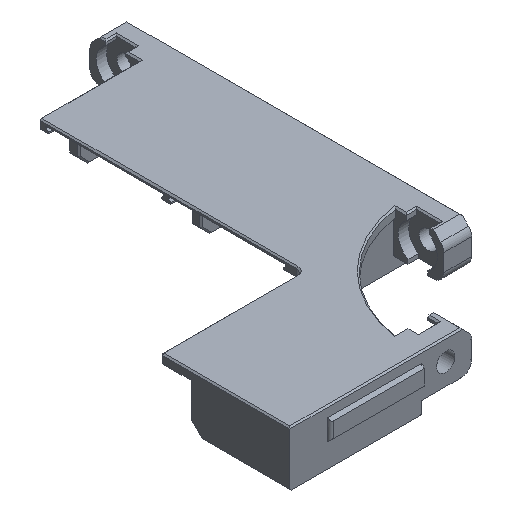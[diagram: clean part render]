
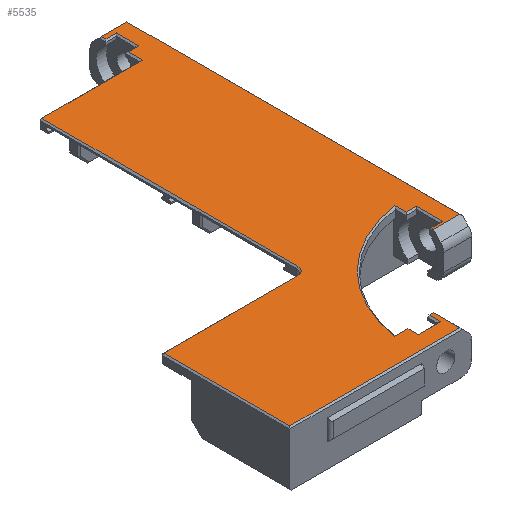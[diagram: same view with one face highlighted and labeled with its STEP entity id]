
A CAD part, isometric view. The second image highlights one B-rep face of the part: STEP entity #5535.
In plain terms, the highlighted planar face has unit normal (0, 0, 1).
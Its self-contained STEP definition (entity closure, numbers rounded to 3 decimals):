
#334=CIRCLE('',#5830,2.4);
#335=CIRCLE('',#5833,37.9);
#399=FACE_OUTER_BOUND('',#680,.T.);
#680=EDGE_LOOP('',(#3729,#3730,#3731,#3732,#3733,#3734,#3735,#3736,#3737,
#3738,#3739,#3740,#3741,#3742,#3743,#3744,#3745,#3746,#3747,#3748,#3749,
#3750,#3751,#3752,#3753,#3754,#3755));
#966=LINE('',#7605,#1682);
#972=LINE('',#7618,#1688);
#976=LINE('',#7625,#1692);
#978=LINE('',#7628,#1694);
#982=LINE('',#7641,#1698);
#984=LINE('',#7645,#1700);
#985=LINE('',#7647,#1701);
#986=LINE('',#7649,#1702);
#987=LINE('',#7651,#1703);
#988=LINE('',#7653,#1704);
#989=LINE('',#7655,#1705);
#990=LINE('',#7659,#1706);
#991=LINE('',#7661,#1707);
#992=LINE('',#7663,#1708);
#993=LINE('',#7665,#1709);
#994=LINE('',#7667,#1710);
#995=LINE('',#7669,#1711);
#996=LINE('',#7671,#1712);
#997=LINE('',#7673,#1713);
#998=LINE('',#7675,#1714);
#999=LINE('',#7677,#1715);
#1000=LINE('',#7679,#1716);
#1001=LINE('',#7681,#1717);
#1002=LINE('',#7683,#1718);
#1003=LINE('',#7684,#1719);
#1682=VECTOR('',#6181,10.);
#1688=VECTOR('',#6189,10.);
#1692=VECTOR('',#6195,10.);
#1694=VECTOR('',#6199,10.);
#1698=VECTOR('',#6211,10.);
#1700=VECTOR('',#6215,10.);
#1701=VECTOR('',#6216,10.);
#1702=VECTOR('',#6217,10.);
#1703=VECTOR('',#6218,10.);
#1704=VECTOR('',#6219,10.);
#1705=VECTOR('',#6220,10.);
#1706=VECTOR('',#6223,10.);
#1707=VECTOR('',#6224,10.);
#1708=VECTOR('',#6225,10.);
#1709=VECTOR('',#6226,10.);
#1710=VECTOR('',#6227,1000.);
#1711=VECTOR('',#6228,10.);
#1712=VECTOR('',#6229,10.);
#1713=VECTOR('',#6230,10.);
#1714=VECTOR('',#6231,10.);
#1715=VECTOR('',#6232,10.);
#1716=VECTOR('',#6233,10.);
#1717=VECTOR('',#6234,10.);
#1718=VECTOR('',#6235,10.);
#1719=VECTOR('',#6236,25.4);
#2398=VERTEX_POINT('',#7603);
#2399=VERTEX_POINT('',#7604);
#2404=VERTEX_POINT('',#7615);
#2405=VERTEX_POINT('',#7617);
#2407=VERTEX_POINT('',#7623);
#2408=VERTEX_POINT('',#7630);
#2412=VERTEX_POINT('',#7640);
#2413=VERTEX_POINT('',#7644);
#2414=VERTEX_POINT('',#7646);
#2415=VERTEX_POINT('',#7648);
#2416=VERTEX_POINT('',#7650);
#2417=VERTEX_POINT('',#7652);
#2418=VERTEX_POINT('',#7654);
#2419=VERTEX_POINT('',#7656);
#2420=VERTEX_POINT('',#7658);
#2421=VERTEX_POINT('',#7660);
#2422=VERTEX_POINT('',#7662);
#2423=VERTEX_POINT('',#7664);
#2424=VERTEX_POINT('',#7666);
#2425=VERTEX_POINT('',#7668);
#2426=VERTEX_POINT('',#7670);
#2427=VERTEX_POINT('',#7672);
#2428=VERTEX_POINT('',#7674);
#2429=VERTEX_POINT('',#7676);
#2430=VERTEX_POINT('',#7678);
#2431=VERTEX_POINT('',#7680);
#2432=VERTEX_POINT('',#7682);
#2914=EDGE_CURVE('',#2398,#2399,#966,.T.);
#2920=EDGE_CURVE('',#2404,#2405,#972,.T.);
#2924=EDGE_CURVE('',#2407,#2404,#976,.T.);
#2926=EDGE_CURVE('',#2405,#2398,#978,.T.);
#2929=EDGE_CURVE('',#2399,#2408,#334,.T.);
#2932=EDGE_CURVE('',#2408,#2412,#982,.T.);
#2934=EDGE_CURVE('',#2413,#2407,#984,.T.);
#2935=EDGE_CURVE('',#2413,#2414,#985,.T.);
#2936=EDGE_CURVE('',#2415,#2414,#986,.T.);
#2937=EDGE_CURVE('',#2416,#2415,#987,.T.);
#2938=EDGE_CURVE('',#2417,#2416,#988,.T.);
#2939=EDGE_CURVE('',#2418,#2417,#989,.T.);
#2940=EDGE_CURVE('',#2419,#2418,#335,.T.);
#2941=EDGE_CURVE('',#2420,#2419,#990,.T.);
#2942=EDGE_CURVE('',#2421,#2420,#991,.T.);
#2943=EDGE_CURVE('',#2422,#2421,#992,.T.);
#2944=EDGE_CURVE('',#2423,#2422,#993,.T.);
#2945=EDGE_CURVE('',#2424,#2423,#994,.T.);
#2946=EDGE_CURVE('',#2425,#2424,#995,.T.);
#2947=EDGE_CURVE('',#2426,#2425,#996,.T.);
#2948=EDGE_CURVE('',#2427,#2426,#997,.T.);
#2949=EDGE_CURVE('',#2428,#2427,#998,.T.);
#2950=EDGE_CURVE('',#2429,#2428,#999,.T.);
#2951=EDGE_CURVE('',#2430,#2429,#1000,.T.);
#2952=EDGE_CURVE('',#2431,#2430,#1001,.T.);
#2953=EDGE_CURVE('',#2432,#2431,#1002,.T.);
#2954=EDGE_CURVE('',#2432,#2412,#1003,.T.);
#3729=ORIENTED_EDGE('',*,*,#2932,.F.);
#3730=ORIENTED_EDGE('',*,*,#2929,.F.);
#3731=ORIENTED_EDGE('',*,*,#2914,.F.);
#3732=ORIENTED_EDGE('',*,*,#2926,.F.);
#3733=ORIENTED_EDGE('',*,*,#2920,.F.);
#3734=ORIENTED_EDGE('',*,*,#2924,.F.);
#3735=ORIENTED_EDGE('',*,*,#2934,.F.);
#3736=ORIENTED_EDGE('',*,*,#2935,.T.);
#3737=ORIENTED_EDGE('',*,*,#2936,.F.);
#3738=ORIENTED_EDGE('',*,*,#2937,.F.);
#3739=ORIENTED_EDGE('',*,*,#2938,.F.);
#3740=ORIENTED_EDGE('',*,*,#2939,.F.);
#3741=ORIENTED_EDGE('',*,*,#2940,.F.);
#3742=ORIENTED_EDGE('',*,*,#2941,.F.);
#3743=ORIENTED_EDGE('',*,*,#2942,.F.);
#3744=ORIENTED_EDGE('',*,*,#2943,.F.);
#3745=ORIENTED_EDGE('',*,*,#2944,.F.);
#3746=ORIENTED_EDGE('',*,*,#2945,.F.);
#3747=ORIENTED_EDGE('',*,*,#2946,.F.);
#3748=ORIENTED_EDGE('',*,*,#2947,.F.);
#3749=ORIENTED_EDGE('',*,*,#2948,.F.);
#3750=ORIENTED_EDGE('',*,*,#2949,.F.);
#3751=ORIENTED_EDGE('',*,*,#2950,.F.);
#3752=ORIENTED_EDGE('',*,*,#2951,.F.);
#3753=ORIENTED_EDGE('',*,*,#2952,.F.);
#3754=ORIENTED_EDGE('',*,*,#2953,.F.);
#3755=ORIENTED_EDGE('',*,*,#2954,.T.);
#5289=PLANE('',#5832);
#5535=ADVANCED_FACE('',(#399),#5289,.F.);
#5830=AXIS2_PLACEMENT_3D('',#7634,#6205,#6206);
#5832=AXIS2_PLACEMENT_3D('',#7643,#6213,#6214);
#5833=AXIS2_PLACEMENT_3D('',#7657,#6221,#6222);
#6181=DIRECTION('',(1.,0.,0.));
#6189=DIRECTION('',(0.,1.,0.));
#6195=DIRECTION('',(-1.,0.,0.));
#6199=DIRECTION('',(0.707,0.707,0.));
#6205=DIRECTION('center_axis',(0.,0.,1.));
#6206=DIRECTION('ref_axis',(0.707,-0.707,0.));
#6211=DIRECTION('',(0.,1.,0.));
#6213=DIRECTION('center_axis',(0.,0.,-1.));
#6214=DIRECTION('ref_axis',(0.,-1.,0.));
#6215=DIRECTION('',(0.,-1.,0.));
#6216=DIRECTION('',(-1.,0.,0.));
#6217=DIRECTION('',(0.,1.,0.));
#6218=DIRECTION('',(1.,0.,0.));
#6219=DIRECTION('',(0.,-1.,0.));
#6220=DIRECTION('',(1.,0.,0.));
#6221=DIRECTION('center_axis',(0.,0.,1.));
#6222=DIRECTION('ref_axis',(-1.,0.,0.));
#6223=DIRECTION('',(0.,1.,0.));
#6224=DIRECTION('',(-1.,0.,0.));
#6225=DIRECTION('',(0.,1.,0.));
#6226=DIRECTION('',(1.,0.,0.));
#6227=DIRECTION('',(0.,1.,0.));
#6228=DIRECTION('',(-1.,0.,0.));
#6229=DIRECTION('',(0.,-1.,0.));
#6230=DIRECTION('',(1.,0.,0.));
#6231=DIRECTION('',(0.,1.,0.));
#6232=DIRECTION('',(-1.,0.,0.));
#6233=DIRECTION('',(0.,1.,0.));
#6234=DIRECTION('',(1.,0.,0.));
#6235=DIRECTION('',(0.,1.,0.));
#6236=DIRECTION('',(-1.,0.,0.));
#7603=CARTESIAN_POINT('',(182.351,-281.235,6.1));
#7604=CARTESIAN_POINT('',(220.485,-281.235,6.1));
#7605=CARTESIAN_POINT('',(237.601,-281.235,6.1));
#7615=CARTESIAN_POINT('',(182.185,-317.285,6.1));
#7617=CARTESIAN_POINT('',(182.185,-281.401,6.1));
#7618=CARTESIAN_POINT('',(182.185,-245.869,6.1));
#7623=CARTESIAN_POINT('',(230.77,-317.285,6.1));
#7625=CARTESIAN_POINT('',(247.51,-317.285,6.1));
#7628=CARTESIAN_POINT('',(210.926,-252.66,6.1));
#7630=CARTESIAN_POINT('',(222.885,-278.835,6.1));
#7634=CARTESIAN_POINT('Origin',(220.485,-278.835,6.1));
#7640=CARTESIAN_POINT('',(222.885,-205.585,6.1));
#7641=CARTESIAN_POINT('',(222.885,-208.903,6.1));
#7643=CARTESIAN_POINT('Origin',(224.485,-208.903,6.1));
#7644=CARTESIAN_POINT('',(230.77,-309.685,6.1));
#7645=CARTESIAN_POINT('',(230.77,-308.341,6.1));
#7646=CARTESIAN_POINT('',(229.57,-309.685,6.1));
#7647=CARTESIAN_POINT('',(238.673,-309.685,6.1));
#7648=CARTESIAN_POINT('',(229.57,-313.085,6.1));
#7649=CARTESIAN_POINT('',(229.57,-260.794,6.1));
#7650=CARTESIAN_POINT('',(223.17,-313.085,6.1));
#7651=CARTESIAN_POINT('',(197.522,-313.085,6.1));
#7652=CARTESIAN_POINT('',(223.17,-310.085,6.1));
#7653=CARTESIAN_POINT('',(223.17,-260.794,6.1));
#7654=CARTESIAN_POINT('',(219.45,-310.085,6.1));
#7655=CARTESIAN_POINT('',(225.556,-310.085,6.1));
#7656=CARTESIAN_POINT('',(251.735,-277.801,6.1));
#7657=CARTESIAN_POINT('Origin',(256.985,-315.335,6.1));
#7658=CARTESIAN_POINT('',(251.735,-280.97,6.1));
#7659=CARTESIAN_POINT('',(251.735,-246.94,6.1));
#7660=CARTESIAN_POINT('',(254.735,-280.97,6.1));
#7661=CARTESIAN_POINT('',(239.41,-280.97,6.1));
#7662=CARTESIAN_POINT('',(254.735,-288.47,6.1));
#7663=CARTESIAN_POINT('',(254.735,-218.907,6.1));
#7664=CARTESIAN_POINT('',(251.335,-288.47,6.1));
#7665=CARTESIAN_POINT('',(239.41,-288.47,6.1));
#7666=CARTESIAN_POINT('',(251.335,-289.12,6.1));
#7667=CARTESIAN_POINT('',(251.335,-284.978,6.1));
#7668=CARTESIAN_POINT('',(258.935,-289.12,6.1));
#7669=CARTESIAN_POINT('',(251.772,-289.12,6.1));
#7670=CARTESIAN_POINT('',(258.935,-193.9,6.1));
#7671=CARTESIAN_POINT('',(258.935,-198.994,6.1));
#7672=CARTESIAN_POINT('',(251.735,-193.9,6.1));
#7673=CARTESIAN_POINT('',(249.991,-193.9,6.1));
#7674=CARTESIAN_POINT('',(251.735,-195.1,6.1));
#7675=CARTESIAN_POINT('',(251.735,-226.077,6.1));
#7676=CARTESIAN_POINT('',(254.735,-195.1,6.1));
#7677=CARTESIAN_POINT('',(251.272,-195.1,6.1));
#7678=CARTESIAN_POINT('',(254.735,-201.5,6.1));
#7679=CARTESIAN_POINT('',(254.735,-254.11,6.1));
#7680=CARTESIAN_POINT('',(251.735,-201.5,6.1));
#7681=CARTESIAN_POINT('',(251.272,-201.5,6.1));
#7682=CARTESIAN_POINT('',(251.735,-205.585,6.1));
#7683=CARTESIAN_POINT('',(251.735,-205.375,6.1));
#7684=CARTESIAN_POINT('',(223.085,-205.585,6.1));
